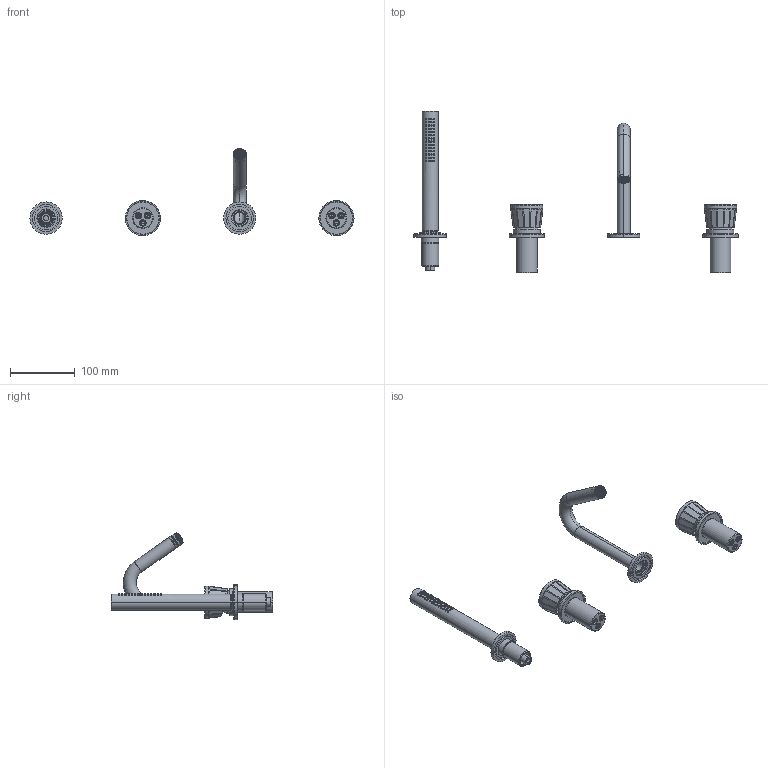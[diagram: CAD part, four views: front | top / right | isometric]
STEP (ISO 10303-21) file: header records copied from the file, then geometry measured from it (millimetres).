
FILE_DESCRIPTION((''),'2;1');
FILE_NAME('OIELBV006RO_ASM','2025-10-16T14:15:35',('Administrator'),(''),'CREO PARAMETRIC BY PTC INC, 2024493','CREO PARAMETRIC BY PTC INC, 2024493','');
FILE_SCHEMA(('CONFIG_CONTROL_DESIGN','SHAPE_APPEARANCE_LAYERS_GROUPS'));
Length unit declared in the file: millimetre
Products named in the file (14): OIBR00419; OIBR00148; OIBR00455; OIBR00308; OIBR00998; OICT00089; OIAR00087; OIAQ00013; OIBR00407; OIAQ00632; OIFL00045_; OIAQ00025; OIKT00026_AF0_ASM; OIELBV006RO_ASM
Assembly tree (18 placements, depth 2):
  OIELBV006RO_ASM
    OIBR00419
    OIBR00148  x2
    OIBR00455  x2
    OIBR00308  x2
    OIBR00998  x2
    OICT00089
    OIAR00087
    OIAQ00013  x2
    OIBR00407
    OIAQ00632
    OIFL00045_
    OIAQ00025
    OIKT00026_AF0_ASM
Bounding box: 502.25 x 250.2 x 135.44 mm (x, y, z)
Volume: 285565.8 mm3; surface area: 170664.7 mm2
Topology: 17 solids, 36 shells, 1208 faces, 2878 edges, 1849 vertices
Faces by surface type: cylinder 535, bspline 245, plane 236, cone 130, torus 52, sphere 10
Entity records: 61872 total; most frequent: CARTESIAN_POINT 31410, ORIENTED_EDGE 4566, DIRECTION 3871, EDGE_CURVE 2305, PRESENTATION_STYLE_ASSIGNMENT 2039, STYLED_ITEM 1907, CURVE_STYLE 1567, AXIS2_PLACEMENT_3D 1526
